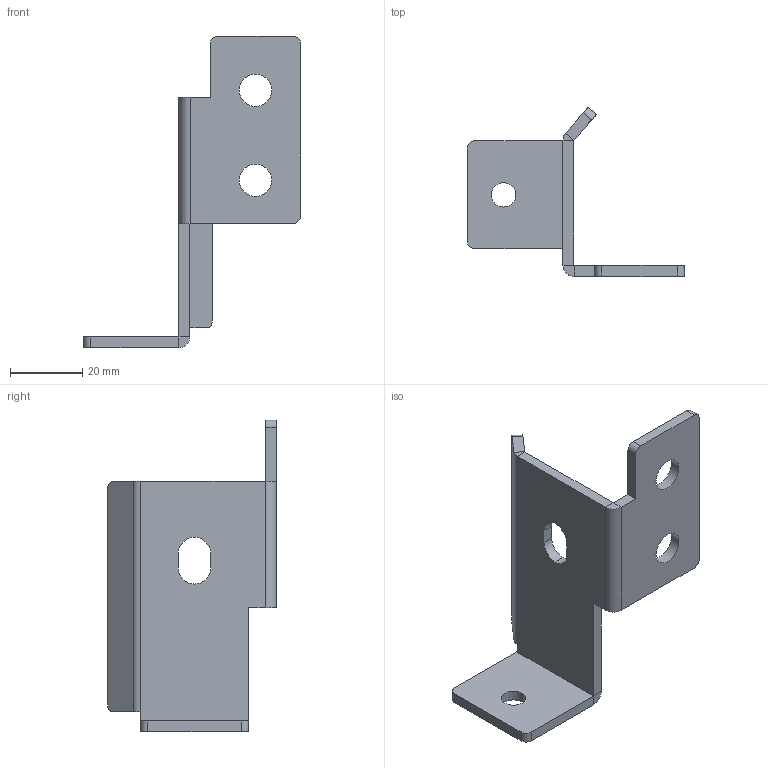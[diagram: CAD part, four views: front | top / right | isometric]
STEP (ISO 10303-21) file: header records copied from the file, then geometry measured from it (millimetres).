
FILE_DESCRIPTION (( 'STEP AP203' ), '1' );
FILE_NAME ('Ïî óìîë÷àíèþ.step', '2011-02-17T14:59:30', ( 'User' ), ( 'DKC' ), 'SwSTEP 2.0', 'SolidWorks 2010', '' );
FILE_SCHEMA (( 'CONFIG_CONTROL_DESIGN' ));
Length unit declared in the file: millimetre
Products named in the file (1): Ïî óìîë÷àíèþ
Bounding box: 60.25 x 46.9 x 86.5 mm (x, y, z)
Volume: 15047.4 mm3; surface area: 11500.8 mm2
Topology: 1 solids, 1 shells, 56 faces, 138 edges, 84 vertices
Faces by surface type: plane 33, cylinder 23
Entity records: 1729 total; most frequent: DIRECTION 298, CARTESIAN_POINT 279, ORIENTED_EDGE 276, EDGE_CURVE 138, AXIS2_PLACEMENT_3D 103, LINE 92, VECTOR 92, VERTEX_POINT 84
